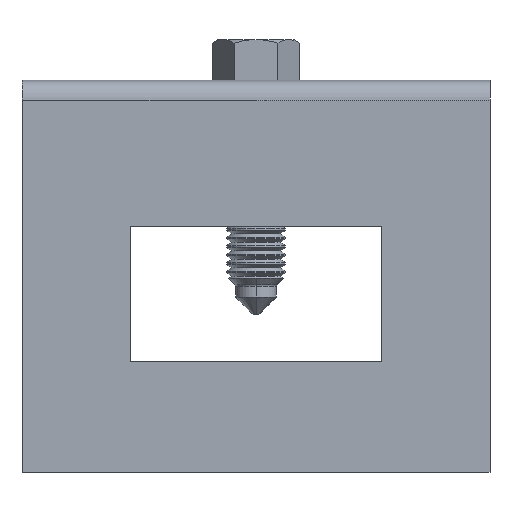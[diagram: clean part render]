
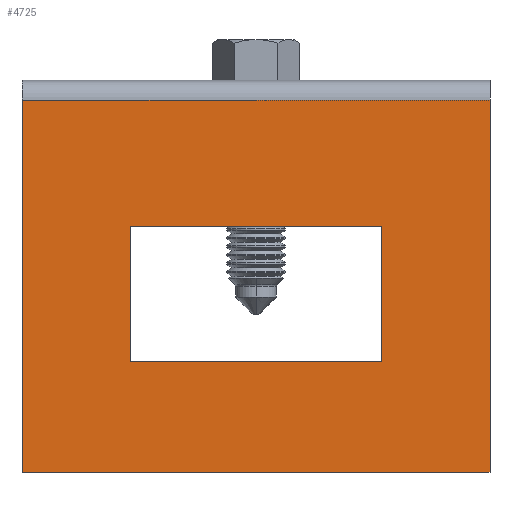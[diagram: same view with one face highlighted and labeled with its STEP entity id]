
A CAD part, top view. The second image highlights one B-rep face of the part: STEP entity #4725.
In plain terms, the highlighted planar face has unit normal (0, 0, 1).
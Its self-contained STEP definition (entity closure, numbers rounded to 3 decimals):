
#54 = VECTOR ( 'NONE', #4752, 1000. ) ;
#102 = DIRECTION ( 'NONE',  ( 0., 0., 1. ) ) ;
#107 = CARTESIAN_POINT ( 'NONE',  ( 12.606, 44.649, 47.57 ) ) ;
#214 = EDGE_CURVE ( 'NONE', #3314, #3247, #1075, .T. ) ;
#235 = EDGE_CURVE ( 'NONE', #3294, #3314, #4970, .T. ) ;
#305 = ORIENTED_EDGE ( 'NONE', *, *, #4778, .T. ) ;
#318 = CARTESIAN_POINT ( 'NONE',  ( 74.106, 2.649, 47.57 ) ) ;
#343 = CARTESIAN_POINT ( 'NONE',  ( 12.606, 21.649, 47.57 ) ) ;
#359 = EDGE_CURVE ( 'NONE', #4873, #617, #2991, .T. ) ;
#424 = CARTESIAN_POINT ( 'NONE',  ( -5.894, 2.649, 47.57 ) ) ;
#478 = VERTEX_POINT ( 'NONE', #5187 ) ;
#546 = DIRECTION ( 'NONE',  ( 1., 0., 0. ) ) ;
#617 = VERTEX_POINT ( 'NONE', #107 ) ;
#628 = VERTEX_POINT ( 'NONE', #2365 ) ;
#689 = CARTESIAN_POINT ( 'NONE',  ( 55.606, 21.649, 47.57 ) ) ;
#732 = CARTESIAN_POINT ( 'NONE',  ( 74.106, 66.249, 47.57 ) ) ;
#975 = PLANE ( 'NONE',  #2897 ) ;
#1048 = CARTESIAN_POINT ( 'NONE',  ( 34.106, 66.249, 47.57 ) ) ;
#1075 = LINE ( 'NONE', #1048, #5369 ) ;
#1286 = LINE ( 'NONE', #3380, #5597 ) ;
#1481 = DIRECTION ( 'NONE',  ( -1., 0., 0. ) ) ;
#1799 = ORIENTED_EDGE ( 'NONE', *, *, #3736, .T. ) ;
#1879 = VECTOR ( 'NONE', #2130, 1000. ) ;
#1973 = EDGE_CURVE ( 'NONE', #5185, #4873, #1286, .T. ) ;
#2104 = LINE ( 'NONE', #4637, #5034 ) ;
#2130 = DIRECTION ( 'NONE',  ( 0., 1., 0. ) ) ;
#2131 = LINE ( 'NONE', #4242, #54 ) ;
#2302 = CARTESIAN_POINT ( 'NONE',  ( 34.106, 2.649, 47.57 ) ) ;
#2365 = CARTESIAN_POINT ( 'NONE',  ( -5.894, 2.649, 47.57 ) ) ;
#2395 = EDGE_LOOP ( 'NONE', ( #2694, #2745, #4461, #305 ) ) ;
#2482 = ORIENTED_EDGE ( 'NONE', *, *, #2491, .T. ) ;
#2491 = EDGE_CURVE ( 'NONE', #617, #478, #5461, .T. ) ;
#2694 = ORIENTED_EDGE ( 'NONE', *, *, #235, .T. ) ;
#2745 = ORIENTED_EDGE ( 'NONE', *, *, #214, .T. ) ;
#2897 = AXIS2_PLACEMENT_3D ( 'NONE', #2302, #102, #546 ) ;
#2919 = DIRECTION ( 'NONE',  ( -1., 0., 0. ) ) ;
#2991 = LINE ( 'NONE', #343, #1879 ) ;
#3191 = LINE ( 'NONE', #424, #3640 ) ;
#3202 = CARTESIAN_POINT ( 'NONE',  ( -5.894, 66.249, 47.57 ) ) ;
#3219 = CARTESIAN_POINT ( 'NONE',  ( 12.606, 44.649, 47.57 ) ) ;
#3247 = VERTEX_POINT ( 'NONE', #3202 ) ;
#3258 = ORIENTED_EDGE ( 'NONE', *, *, #359, .T. ) ;
#3294 = VERTEX_POINT ( 'NONE', #318 ) ;
#3314 = VERTEX_POINT ( 'NONE', #732 ) ;
#3380 = CARTESIAN_POINT ( 'NONE',  ( 55.606, 21.649, 47.57 ) ) ;
#3631 = ORIENTED_EDGE ( 'NONE', *, *, #1973, .T. ) ;
#3640 = VECTOR ( 'NONE', #4035, 1000. ) ;
#3736 = EDGE_CURVE ( 'NONE', #478, #5185, #2131, .T. ) ;
#3759 = EDGE_CURVE ( 'NONE', #3247, #628, #2104, .T. ) ;
#3893 = DIRECTION ( 'NONE',  ( 0., -1., 0. ) ) ;
#3999 = FACE_BOUND ( 'NONE', #5016, .T. ) ;
#4035 = DIRECTION ( 'NONE',  ( 1., 0., 0. ) ) ;
#4118 = CARTESIAN_POINT ( 'NONE',  ( 12.606, 21.649, 47.57 ) ) ;
#4242 = CARTESIAN_POINT ( 'NONE',  ( 55.606, 44.649, 47.57 ) ) ;
#4411 = FACE_OUTER_BOUND ( 'NONE', #2395, .T. ) ;
#4452 = VECTOR ( 'NONE', #5395, 1000. ) ;
#4461 = ORIENTED_EDGE ( 'NONE', *, *, #3759, .T. ) ;
#4637 = CARTESIAN_POINT ( 'NONE',  ( -5.894, 69.649, 47.57 ) ) ;
#4725 = ADVANCED_FACE ( 'NONE', ( #3999, #4411 ), #975, .T. ) ;
#4752 = DIRECTION ( 'NONE',  ( 0., -1., 0. ) ) ;
#4778 = EDGE_CURVE ( 'NONE', #628, #3294, #3191, .T. ) ;
#4873 = VERTEX_POINT ( 'NONE', #4118 ) ;
#4938 = VECTOR ( 'NONE', #5382, 1000. ) ;
#4970 = LINE ( 'NONE', #5473, #4452 ) ;
#5016 = EDGE_LOOP ( 'NONE', ( #3631, #3258, #2482, #1799 ) ) ;
#5034 = VECTOR ( 'NONE', #3893, 1000. ) ;
#5185 = VERTEX_POINT ( 'NONE', #689 ) ;
#5187 = CARTESIAN_POINT ( 'NONE',  ( 55.606, 44.649, 47.57 ) ) ;
#5369 = VECTOR ( 'NONE', #1481, 1000. ) ;
#5382 = DIRECTION ( 'NONE',  ( 1., 0., 0. ) ) ;
#5395 = DIRECTION ( 'NONE',  ( 0., 1., 0. ) ) ;
#5461 = LINE ( 'NONE', #3219, #4938 ) ;
#5473 = CARTESIAN_POINT ( 'NONE',  ( 74.106, 2.649, 47.57 ) ) ;
#5597 = VECTOR ( 'NONE', #2919, 1000. ) ;
